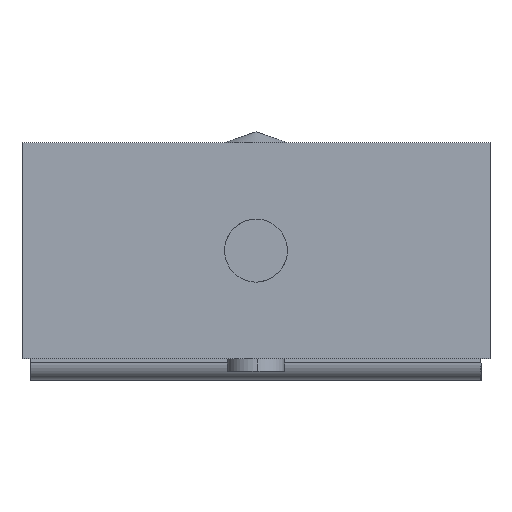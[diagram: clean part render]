
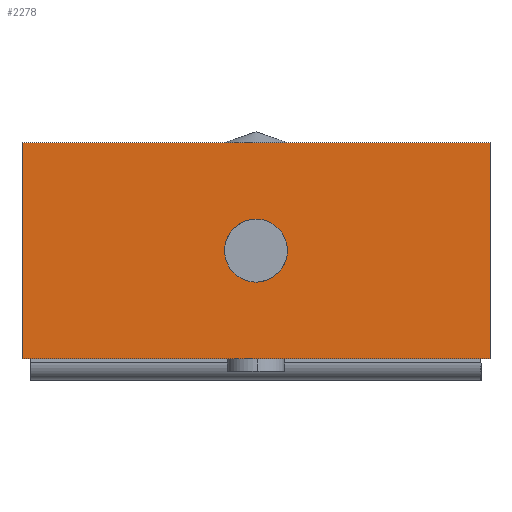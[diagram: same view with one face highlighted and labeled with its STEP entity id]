
A CAD part, front view. The second image highlights one B-rep face of the part: STEP entity #2278.
In plain terms, the highlighted free-form (B-spline) face has degree [1, 1] with [2, 2] control points.
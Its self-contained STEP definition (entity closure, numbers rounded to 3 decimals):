
#1837=CARTESIAN_POINT('',(1.747,-60.6,7.093));
#1838=VERTEX_POINT('',#1837);
#1839=CARTESIAN_POINT('',(0.0,-60.6,8.95));
#1840=VERTEX_POINT('',#1839);
#1841=CARTESIAN_POINT('',(1.747,-60.6,7.093));
#1842=CARTESIAN_POINT('',(1.75,-60.6,7.147));
#1843=CARTESIAN_POINT('',(1.75,-60.6,7.2));
#1844=CARTESIAN_POINT('',(1.75,-60.6,8.95));
#1845=CARTESIAN_POINT('',(0.0,-60.6,8.95));
#1853=(BOUNDED_CURVE()B_SPLINE_CURVE(2,(#1841,#1842,#1843,#1844,#1845),.UNSPECIFIED.,.F.,.U.)B_SPLINE_CURVE_WITH_KNOTS((3,2,3),(0.239,0.25,0.5),.UNSPECIFIED.)CURVE()GEOMETRIC_REPRESENTATION_ITEM()RATIONAL_B_SPLINE_CURVE((0.976,0.988,1.0,0.707,1.0))REPRESENTATION_ITEM(''));
#1854=EDGE_CURVE('',#1838,#1840,#1853,.T.);
#1856=CARTESIAN_POINT('',(-1.747,-60.6,7.307));
#1857=VERTEX_POINT('',#1856);
#1858=CARTESIAN_POINT('',(0.0,-60.6,8.95));
#1859=CARTESIAN_POINT('',(-1.646,-60.6,8.95));
#1860=CARTESIAN_POINT('',(-1.747,-60.6,7.307));
#1868=(BOUNDED_CURVE()B_SPLINE_CURVE(2,(#1858,#1859,#1860),.UNSPECIFIED.,.F.,.U.)B_SPLINE_CURVE_WITH_KNOTS((3,3),(0.5,0.739),.UNSPECIFIED.)CURVE()GEOMETRIC_REPRESENTATION_ITEM()RATIONAL_B_SPLINE_CURVE((1.0,0.72,0.976))REPRESENTATION_ITEM(''));
#1869=EDGE_CURVE('',#1840,#1857,#1868,.T.);
#1936=CARTESIAN_POINT('',(0.0,-60.6,5.45));
#1937=VERTEX_POINT('',#1936);
#1938=CARTESIAN_POINT('',(0.0,-60.6,5.45));
#1939=CARTESIAN_POINT('',(1.646,-60.6,5.45));
#1940=CARTESIAN_POINT('',(1.747,-60.6,7.093));
#1948=(BOUNDED_CURVE()B_SPLINE_CURVE(2,(#1938,#1939,#1940),.UNSPECIFIED.,.F.,.U.)B_SPLINE_CURVE_WITH_KNOTS((3,3),(0.0,0.239),.UNSPECIFIED.)CURVE()GEOMETRIC_REPRESENTATION_ITEM()RATIONAL_B_SPLINE_CURVE((1.0,0.72,0.976))REPRESENTATION_ITEM(''));
#1949=EDGE_CURVE('',#1937,#1838,#1948,.T.);
#1983=CARTESIAN_POINT('',(-1.747,-60.6,7.307));
#1984=CARTESIAN_POINT('',(-1.75,-60.6,7.253));
#1985=CARTESIAN_POINT('',(-1.75,-60.6,7.2));
#1986=CARTESIAN_POINT('',(-1.75,-60.6,5.45));
#1987=CARTESIAN_POINT('',(0.0,-60.6,5.45));
#1995=(BOUNDED_CURVE()B_SPLINE_CURVE(2,(#1983,#1984,#1985,#1986,#1987),.UNSPECIFIED.,.F.,.U.)B_SPLINE_CURVE_WITH_KNOTS((3,2,3),(0.739,0.75,1.0),.UNSPECIFIED.)CURVE()GEOMETRIC_REPRESENTATION_ITEM()RATIONAL_B_SPLINE_CURVE((0.976,0.988,1.0,0.707,1.0))REPRESENTATION_ITEM(''));
#1996=EDGE_CURVE('',#1857,#1937,#1995,.T.);
#2179=CARTESIAN_POINT('',(-13.0,-60.6,13.2));
#2180=VERTEX_POINT('',#2179);
#2186=CARTESIAN_POINT('',(13.0,-60.6,13.2));
#2187=VERTEX_POINT('',#2186);
#2188=CARTESIAN_POINT('',(13.0,-60.6,13.2));
#2189=CARTESIAN_POINT('',(-13.0,-60.6,13.2));
#2190=QUASI_UNIFORM_CURVE('',1,(#2188,#2189),.UNSPECIFIED.,.F.,.U.);
#2191=EDGE_CURVE('',#2187,#2180,#2190,.T.);
#2208=CARTESIAN_POINT('',(13.0,-60.6,1.2));
#2209=VERTEX_POINT('',#2208);
#2210=CARTESIAN_POINT('',(13.0,-60.6,1.2));
#2211=CARTESIAN_POINT('',(13.0,-60.6,13.2));
#2212=QUASI_UNIFORM_CURVE('',1,(#2210,#2211),.UNSPECIFIED.,.F.,.U.);
#2213=EDGE_CURVE('',#2209,#2187,#2212,.T.);
#2230=CARTESIAN_POINT('',(-13.0,-60.6,1.2));
#2231=VERTEX_POINT('',#2230);
#2232=CARTESIAN_POINT('',(-13.0,-60.6,1.2));
#2233=CARTESIAN_POINT('',(13.0,-60.6,1.2));
#2234=QUASI_UNIFORM_CURVE('',1,(#2232,#2233),.UNSPECIFIED.,.F.,.U.);
#2235=EDGE_CURVE('',#2231,#2209,#2234,.T.);
#2252=CARTESIAN_POINT('',(-13.0,-60.6,13.2));
#2253=CARTESIAN_POINT('',(-13.0,-60.6,1.2));
#2254=QUASI_UNIFORM_CURVE('',1,(#2252,#2253),.UNSPECIFIED.,.F.,.U.);
#2255=EDGE_CURVE('',#2180,#2231,#2254,.T.);
#2261=CARTESIAN_POINT('',(-14.299,-60.6,13.799));
#2262=CARTESIAN_POINT('',(14.299,-60.6,13.799));
#2263=CARTESIAN_POINT('',(-14.299,-60.6,0.601));
#2264=CARTESIAN_POINT('',(14.299,-60.6,0.601));
#2265=B_SPLINE_SURFACE_WITH_KNOTS('',1,1,((#2261,#2263),(#2262,#2264)),.UNSPECIFIED.,.F.,.F.,.U.,(2,2),(2,2),(0.0,28.597),(0.0,13.199),.UNSPECIFIED.);
#2266=ORIENTED_EDGE('',*,*,#2255,.T.);
#2267=ORIENTED_EDGE('',*,*,#2235,.T.);
#2268=ORIENTED_EDGE('',*,*,#2213,.T.);
#2269=ORIENTED_EDGE('',*,*,#2191,.T.);
#2270=EDGE_LOOP('',(#2266,#2267,#2268,#2269));
#2271=FACE_OUTER_BOUND('',#2270,.T.);
#2272=ORIENTED_EDGE('',*,*,#1869,.F.);
#2273=ORIENTED_EDGE('',*,*,#1854,.F.);
#2274=ORIENTED_EDGE('',*,*,#1949,.F.);
#2275=ORIENTED_EDGE('',*,*,#1996,.F.);
#2276=EDGE_LOOP('',(#2272,#2273,#2274,#2275));
#2277=FACE_BOUND('',#2276,.T.);
#2278=ADVANCED_FACE('',(#2271,#2277),#2265,.F.);
